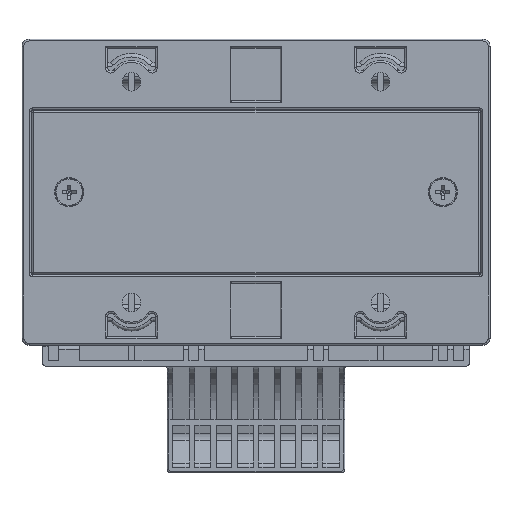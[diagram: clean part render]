
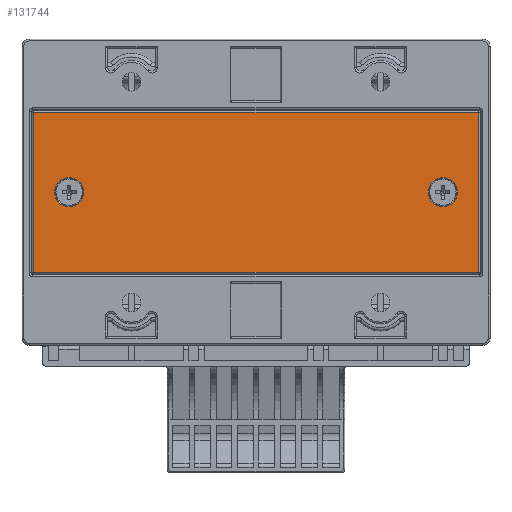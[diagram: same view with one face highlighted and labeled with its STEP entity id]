
A CAD part, front view. The second image highlights one B-rep face of the part: STEP entity #131744.
In plain terms, the highlighted face is planar.
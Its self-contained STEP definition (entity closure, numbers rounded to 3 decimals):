
#130245=DIRECTION('',(0.,0.,1.));
#130246=VECTOR('',#130245,45.);
#130247=CARTESIAN_POINT('',(-62.5,1.8,-22.5));
#130248=LINE('',#130247,#130246);
#130249=DIRECTION('',(-1.,0.,0.));
#130250=VECTOR('',#130249,125.);
#130251=CARTESIAN_POINT('',(62.5,1.8,-22.5));
#130252=LINE('',#130251,#130250);
#130253=DIRECTION('',(0.,0.,-1.));
#130254=VECTOR('',#130253,45.);
#130255=CARTESIAN_POINT('',(62.5,1.8,22.5));
#130256=LINE('',#130255,#130254);
#130257=DIRECTION('',(1.,0.,0.));
#130258=VECTOR('',#130257,125.);
#130259=CARTESIAN_POINT('',(-62.5,1.8,22.5));
#130260=LINE('',#130259,#130258);
#130261=CARTESIAN_POINT('',(-52.5,1.8,0.));
#130262=DIRECTION('',(0.,1.,0.));
#130263=DIRECTION('',(-1.,0.,0.));
#130264=AXIS2_PLACEMENT_3D('',#130261,#130262,#130263);
#130266=CARTESIAN_POINT('',(-52.5,1.8,0.));
#130267=DIRECTION('',(0.,1.,0.));
#130268=DIRECTION('',(1.,0.,0.));
#130269=AXIS2_PLACEMENT_3D('',#130266,#130267,#130268);
#130271=CARTESIAN_POINT('',(52.5,1.8,0.));
#130272=DIRECTION('',(0.,1.,0.));
#130273=DIRECTION('',(-1.,0.,0.));
#130274=AXIS2_PLACEMENT_3D('',#130271,#130272,#130273);
#130276=CARTESIAN_POINT('',(52.5,1.8,0.));
#130277=DIRECTION('',(0.,1.,0.));
#130278=DIRECTION('',(1.,0.,0.));
#130279=AXIS2_PLACEMENT_3D('',#130276,#130277,#130278);
#130860=CARTESIAN_POINT('',(-62.5,1.8,-22.5));
#130861=CARTESIAN_POINT('',(-62.5,1.8,22.5));
#130862=VERTEX_POINT('',#130860);
#130863=VERTEX_POINT('',#130861);
#130868=CARTESIAN_POINT('',(62.5,1.8,22.5));
#130869=VERTEX_POINT('',#130868);
#130874=CARTESIAN_POINT('',(62.5,1.8,-22.5));
#130875=VERTEX_POINT('',#130874);
#130888=CARTESIAN_POINT('',(-56.6,1.8,0.));
#130889=CARTESIAN_POINT('',(-48.4,1.8,0.));
#130890=VERTEX_POINT('',#130888);
#130891=VERTEX_POINT('',#130889);
#130892=CARTESIAN_POINT('',(48.4,1.8,0.));
#130893=CARTESIAN_POINT('',(56.6,1.8,0.));
#130894=VERTEX_POINT('',#130892);
#130895=VERTEX_POINT('',#130893);
#131718=CARTESIAN_POINT('',(0.,1.8,0.));
#131719=DIRECTION('',(0.,1.,0.));
#131720=DIRECTION('',(1.,0.,0.));
#131721=AXIS2_PLACEMENT_3D('',#131718,#131719,#131720);
#131722=PLANE('',#131721);
#131724=ORIENTED_EDGE('',*,*,#131723,.F.);
#131726=ORIENTED_EDGE('',*,*,#131725,.F.);
#131728=ORIENTED_EDGE('',*,*,#131727,.F.);
#131729=ORIENTED_EDGE('',*,*,#131708,.F.);
#131730=EDGE_LOOP('',(#131724,#131726,#131728,#131729));
#131731=FACE_OUTER_BOUND('',#131730,.F.);
#131733=ORIENTED_EDGE('',*,*,#131732,.T.);
#131735=ORIENTED_EDGE('',*,*,#131734,.T.);
#131736=EDGE_LOOP('',(#131733,#131735));
#131737=FACE_BOUND('',#131736,.F.);
#131739=ORIENTED_EDGE('',*,*,#131738,.T.);
#131741=ORIENTED_EDGE('',*,*,#131740,.T.);
#131742=EDGE_LOOP('',(#131739,#131741));
#131743=FACE_BOUND('',#131742,.F.);
#130265=CIRCLE('',#130264,4.1);
#130270=CIRCLE('',#130269,4.1);
#130275=CIRCLE('',#130274,4.1);
#130280=CIRCLE('',#130279,4.1);
#131708=EDGE_CURVE('',#130863,#130869,#130260,.T.);
#131723=EDGE_CURVE('',#130862,#130863,#130248,.T.);
#131725=EDGE_CURVE('',#130875,#130862,#130252,.T.);
#131727=EDGE_CURVE('',#130869,#130875,#130256,.T.);
#131732=EDGE_CURVE('',#130890,#130891,#130265,.T.);
#131734=EDGE_CURVE('',#130891,#130890,#130270,.T.);
#131738=EDGE_CURVE('',#130894,#130895,#130275,.T.);
#131740=EDGE_CURVE('',#130895,#130894,#130280,.T.);
#131744=ADVANCED_FACE('',(#131731,#131737,#131743),#131722,.T.);
